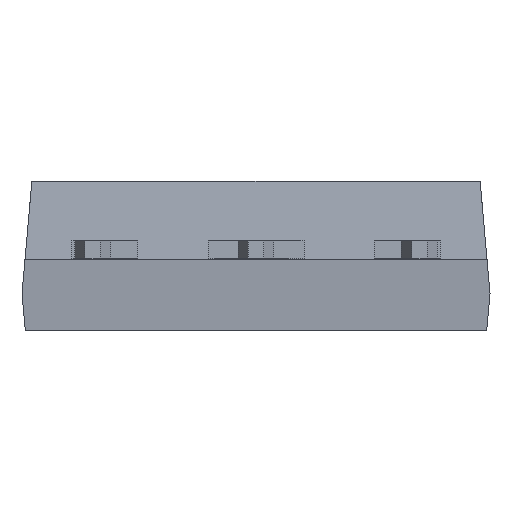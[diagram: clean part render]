
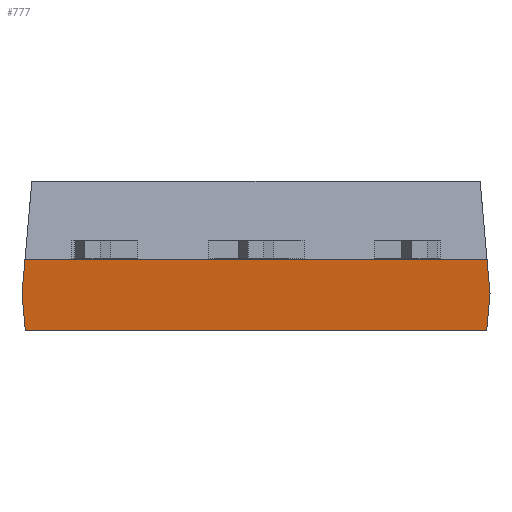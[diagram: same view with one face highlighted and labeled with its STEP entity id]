
A CAD part, front view. The second image highlights one B-rep face of the part: STEP entity #777.
In plain terms, the highlighted planar face has unit normal (0, -0.996, -0.087).
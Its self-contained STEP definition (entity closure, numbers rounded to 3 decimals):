
#28 = LINE ( 'NONE', #1366, #1295 ) ;
#37 = CARTESIAN_POINT ( 'NONE',  ( 7.8, 14.901, -1.45 ) ) ;
#84 = DIRECTION ( 'NONE',  ( -1., 0., 0. ) ) ;
#214 = VECTOR ( 'NONE', #1209, 1000. ) ;
#247 = VECTOR ( 'NONE', #2546, 1000. ) ;
#398 = CARTESIAN_POINT ( 'NONE',  ( -7.691, 15.01, -2.7 ) ) ;
#475 = LINE ( 'NONE', #2371, #1618 ) ;
#512 = CARTESIAN_POINT ( 'NONE',  ( -7.8, 14.901, -1.45 ) ) ;
#604 = DIRECTION ( 'NONE',  ( 0.087, 0.087, -0.992 ) ) ;
#645 = DIRECTION ( 'NONE',  ( 0., -0.996, -0.087 ) ) ;
#712 = FACE_OUTER_BOUND ( 'NONE', #2332, .T. ) ;
#725 = EDGE_CURVE ( 'NONE', #2527, #1425, #1599, .T. ) ;
#758 = AXIS2_PLACEMENT_3D ( 'NONE', #3312, #645, #84 ) ;
#777 = ADVANCED_FACE ( 'NONE', ( #712 ), #2796, .T. ) ;
#779 = CARTESIAN_POINT ( 'NONE',  ( -7.8, 15.01, -2.7 ) ) ;
#795 = CARTESIAN_POINT ( 'NONE',  ( 7.691, 15.01, -2.7 ) ) ;
#1013 = VERTEX_POINT ( 'NONE', #398 ) ;
#1141 = CARTESIAN_POINT ( 'NONE',  ( -7.699, 14.8, -0.3 ) ) ;
#1209 = DIRECTION ( 'NONE',  ( -0.087, 0.087, -0.992 ) ) ;
#1295 = VECTOR ( 'NONE', #3215, 1000. ) ;
#1366 = CARTESIAN_POINT ( 'NONE',  ( 7.583, 14.683, 1.036 ) ) ;
#1389 = EDGE_CURVE ( 'NONE', #2229, #1013, #3098, .T. ) ;
#1425 = VERTEX_POINT ( 'NONE', #1141 ) ;
#1599 = LINE ( 'NONE', #2781, #247 ) ;
#1618 = VECTOR ( 'NONE', #2392, 1000. ) ;
#1670 = ORIENTED_EDGE ( 'NONE', *, *, #725, .T. ) ;
#1717 = EDGE_CURVE ( 'NONE', #1828, #1013, #3132, .T. ) ;
#1819 = LINE ( 'NONE', #2831, #214 ) ;
#1828 = VERTEX_POINT ( 'NONE', #795 ) ;
#2035 = ORIENTED_EDGE ( 'NONE', *, *, #3292, .T. ) ;
#2229 = VERTEX_POINT ( 'NONE', #512 ) ;
#2332 = EDGE_LOOP ( 'NONE', ( #2533, #2035, #3283, #1670, #3310, #2664 ) ) ;
#2371 = CARTESIAN_POINT ( 'NONE',  ( 7.782, 14.918, -1.653 ) ) ;
#2383 = VECTOR ( 'NONE', #604, 1000. ) ;
#2392 = DIRECTION ( 'NONE',  ( 0.087, -0.087, 0.992 ) ) ;
#2397 = VERTEX_POINT ( 'NONE', #37 ) ;
#2527 = VERTEX_POINT ( 'NONE', #3323 ) ;
#2533 = ORIENTED_EDGE ( 'NONE', *, *, #1717, .F. ) ;
#2546 = DIRECTION ( 'NONE',  ( -1., 0., 0. ) ) ;
#2592 = VECTOR ( 'NONE', #3183, 1000. ) ;
#2664 = ORIENTED_EDGE ( 'NONE', *, *, #1389, .T. ) ;
#2781 = CARTESIAN_POINT ( 'NONE',  ( -7.8, 14.8, -0.3 ) ) ;
#2796 = PLANE ( 'NONE',  #758 ) ;
#2829 = EDGE_CURVE ( 'NONE', #2397, #2527, #28, .T. ) ;
#2831 = CARTESIAN_POINT ( 'NONE',  ( -7.7, 14.801, -0.309 ) ) ;
#3098 = LINE ( 'NONE', #3280, #2383 ) ;
#3132 = LINE ( 'NONE', #779, #2592 ) ;
#3140 = EDGE_CURVE ( 'NONE', #1425, #2229, #1819, .T. ) ;
#3183 = DIRECTION ( 'NONE',  ( -1., 0., 0. ) ) ;
#3215 = DIRECTION ( 'NONE',  ( -0.087, -0.087, 0.992 ) ) ;
#3280 = CARTESIAN_POINT ( 'NONE',  ( -7.9, 14.801, -0.309 ) ) ;
#3283 = ORIENTED_EDGE ( 'NONE', *, *, #2829, .T. ) ;
#3292 = EDGE_CURVE ( 'NONE', #1828, #2397, #475, .T. ) ;
#3310 = ORIENTED_EDGE ( 'NONE', *, *, #3140, .T. ) ;
#3312 = CARTESIAN_POINT ( 'NONE',  ( -7.8, 14.8, -0.3 ) ) ;
#3323 = CARTESIAN_POINT ( 'NONE',  ( 7.699, 14.8, -0.3 ) ) ;
